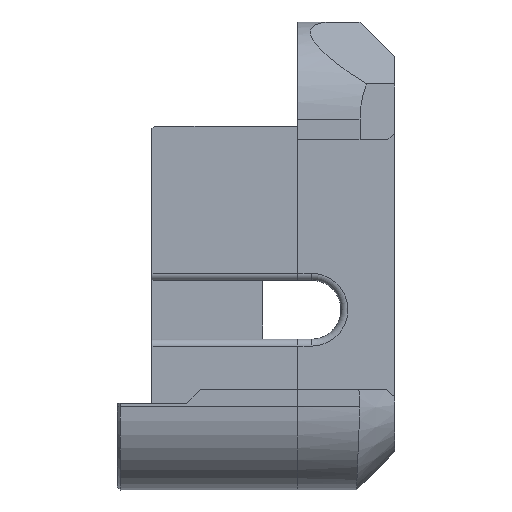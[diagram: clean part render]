
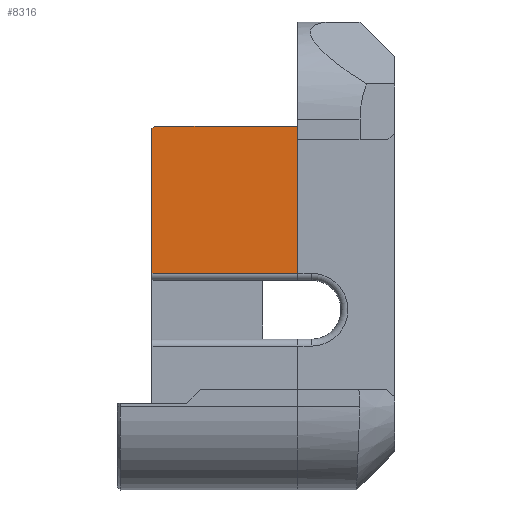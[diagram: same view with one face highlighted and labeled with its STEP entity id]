
A CAD part, left-side view. The second image highlights one B-rep face of the part: STEP entity #8316.
In plain terms, the highlighted planar face has unit normal (-1, 0, 0).
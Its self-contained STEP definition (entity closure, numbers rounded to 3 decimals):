
#971=FACE_OUTER_BOUND('',#1436,.T.);
#1436=EDGE_LOOP('',(#7464,#7465,#7466,#7467,#7468));
#2188=LINE('',#13975,#3048);
#2265=LINE('',#14200,#3125);
#2288=LINE('',#14251,#3148);
#2291=LINE('',#14257,#3151);
#2292=LINE('',#14258,#3152);
#3048=VECTOR('',#10827,10.);
#3125=VECTOR('',#10990,10.);
#3148=VECTOR('',#11037,10.);
#3151=VECTOR('',#11042,10.);
#3152=VECTOR('',#11043,10.);
#3865=VERTEX_POINT('',#13972);
#3866=VERTEX_POINT('',#13974);
#3944=VERTEX_POINT('',#14197);
#3945=VERTEX_POINT('',#14199);
#3963=VERTEX_POINT('',#14256);
#5014=EDGE_CURVE('',#3865,#3866,#2188,.T.);
#5117=EDGE_CURVE('',#3945,#3944,#2265,.T.);
#5143=EDGE_CURVE('',#3945,#3865,#2288,.T.);
#5146=EDGE_CURVE('',#3963,#3944,#2291,.T.);
#5147=EDGE_CURVE('',#3866,#3963,#2292,.T.);
#7464=ORIENTED_EDGE('',*,*,#5117,.T.);
#7465=ORIENTED_EDGE('',*,*,#5146,.F.);
#7466=ORIENTED_EDGE('',*,*,#5147,.F.);
#7467=ORIENTED_EDGE('',*,*,#5014,.F.);
#7468=ORIENTED_EDGE('',*,*,#5143,.F.);
#7886=PLANE('',#8971);
#8316=ADVANCED_FACE('',(#971),#7886,.T.);
#8971=AXIS2_PLACEMENT_3D('',#14255,#11040,#11041);
#10827=DIRECTION('',(0.,0.,1.));
#10990=DIRECTION('',(0.,0.,1.));
#11037=DIRECTION('',(0.,1.,0.));
#11040=DIRECTION('center_axis',(-1.,0.,0.));
#11041=DIRECTION('ref_axis',(0.,0.,
-1.));
#11042=DIRECTION('',(0.,-1.,0.));
#11043=DIRECTION('',(0.,-0.707,0.707));
#13972=CARTESIAN_POINT('',(131.417,-120.93,68.25));
#13974=CARTESIAN_POINT('',(131.417,-120.93,89.1));
#13975=CARTESIAN_POINT('',(131.417,-120.93,49.5));
#14197=CARTESIAN_POINT('',(131.417,-141.93,89.5));
#14199=CARTESIAN_POINT('',(131.417,-141.93,68.25));
#14200=CARTESIAN_POINT('',(131.417,-141.93,80.125));
#14251=CARTESIAN_POINT('',(131.417,-137.93,68.25));
#14255=CARTESIAN_POINT('Origin',(131.417,-154.93,89.5));
#14256=CARTESIAN_POINT('',(131.417,-121.33,89.5));
#14257=CARTESIAN_POINT('',(131.417,-154.93,89.5));
#14258=CARTESIAN_POINT('',(131.417,-129.63,97.8));
